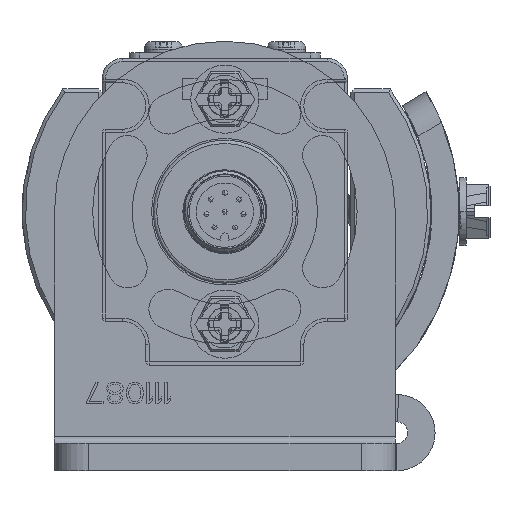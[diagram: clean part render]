
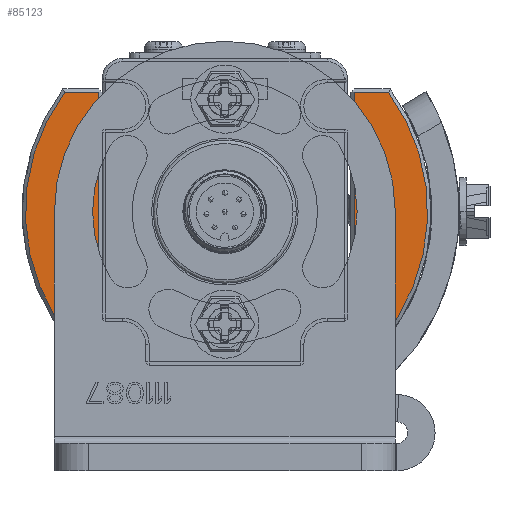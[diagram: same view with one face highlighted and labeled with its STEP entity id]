
A CAD part, front view. The second image highlights one B-rep face of the part: STEP entity #85123.
In plain terms, the highlighted face is planar.
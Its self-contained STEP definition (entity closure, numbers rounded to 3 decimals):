
#84108=DIRECTION('',(1.,0.,0.));
#84109=VECTOR('',#84108,37.);
#84110=CARTESIAN_POINT('',(-19.5,-18.75,-10.));
#84111=LINE('',#84110,#84109);
#84128=DIRECTION('',(0.,-1.,0.));
#84129=VECTOR('',#84128,4.999);
#84130=CARTESIAN_POINT('',(17.5,-18.75,-10.));
#84131=LINE('',#84130,#84129);
#84146=CARTESIAN_POINT('',(0.,0.,-10.));
#84147=DIRECTION('',(0.,0.,-1.));
#84148=DIRECTION('',(0.593,-0.805,0.));
#84149=AXIS2_PLACEMENT_3D('',#84146,#84147,#84148);
#84769=CARTESIAN_POINT('',(-19.5,15.25,-10.));
#84770=DIRECTION('',(0.,0.,1.));
#84771=DIRECTION('',(0.,1.,0.));
#84772=AXIS2_PLACEMENT_3D('',#84769,#84770,#84771);
#84774=DIRECTION('',(-1.,0.,0.));
#84775=VECTOR('',#84774,37.);
#84776=CARTESIAN_POINT('',(17.5,18.75,-10.));
#84777=LINE('',#84776,#84775);
#84790=DIRECTION('',(0.,-1.,0.));
#84791=VECTOR('',#84790,4.999);
#84792=CARTESIAN_POINT('',(17.5,23.749,-10.));
#84793=LINE('',#84792,#84791);
#84807=DIRECTION('',(0.,-1.,0.));
#84808=VECTOR('',#84807,30.5);
#84809=CARTESIAN_POINT('',(-23.,15.25,-10.));
#84810=LINE('',#84809,#84808);
#84828=CARTESIAN_POINT('',(-19.5,-15.25,-10.));
#84829=DIRECTION('',(0.,0.,1.));
#84830=DIRECTION('',(-1.,0.,0.));
#84831=AXIS2_PLACEMENT_3D('',#84828,#84829,#84830);
#84928=CARTESIAN_POINT('',(17.5,-23.749,-10.));
#84929=CARTESIAN_POINT('',(17.5,23.749,-10.));
#84930=VERTEX_POINT('',#84928);
#84931=VERTEX_POINT('',#84929);
#84932=CARTESIAN_POINT('',(17.5,18.75,-10.));
#84933=VERTEX_POINT('',#84932);
#84936=CARTESIAN_POINT('',(17.5,-18.75,-10.));
#84937=VERTEX_POINT('',#84936);
#85084=CARTESIAN_POINT('',(-19.5,18.75,-10.));
#85085=VERTEX_POINT('',#85084);
#85090=CARTESIAN_POINT('',(-23.,15.25,-10.));
#85091=VERTEX_POINT('',#85090);
#85092=CARTESIAN_POINT('',(-23.,-15.25,-10.));
#85093=VERTEX_POINT('',#85092);
#85098=CARTESIAN_POINT('',(-19.5,-18.75,-10.));
#85099=VERTEX_POINT('',#85098);
#85100=CARTESIAN_POINT('',(0.,0.,-10.));
#85101=DIRECTION('',(0.,0.,1.));
#85102=DIRECTION('',(1.,0.,0.));
#85103=AXIS2_PLACEMENT_3D('',#85100,#85101,#85102);
#85104=PLANE('',#85103);
#85106=ORIENTED_EDGE('',*,*,#85105,.F.);
#85108=ORIENTED_EDGE('',*,*,#85107,.F.);
#85110=ORIENTED_EDGE('',*,*,#85109,.F.);
#85112=ORIENTED_EDGE('',*,*,#85111,.F.);
#85114=ORIENTED_EDGE('',*,*,#85113,.F.);
#85116=ORIENTED_EDGE('',*,*,#85115,.F.);
#85118=ORIENTED_EDGE('',*,*,#85117,.F.);
#85120=ORIENTED_EDGE('',*,*,#85119,.F.);
#85121=EDGE_LOOP('',(#85106,#85108,#85110,#85112,#85114,#85116,#85118,#85120));
#85122=FACE_OUTER_BOUND('',#85121,.F.);
#85123=ADVANCED_FACE('',(#85122),#85104,.F.);
#84150=CIRCLE('',#84149,29.5);
#84773=CIRCLE('',#84772,3.5);
#84832=CIRCLE('',#84831,3.5);
#85105=EDGE_CURVE('',#85099,#84937,#84111,.T.);
#85107=EDGE_CURVE('',#85093,#85099,#84832,.T.);
#85109=EDGE_CURVE('',#85091,#85093,#84810,.T.);
#85111=EDGE_CURVE('',#85085,#85091,#84773,.T.);
#85113=EDGE_CURVE('',#84933,#85085,#84777,.T.);
#85115=EDGE_CURVE('',#84931,#84933,#84793,.T.);
#85117=EDGE_CURVE('',#84930,#84931,#84150,.T.);
#85119=EDGE_CURVE('',#84937,#84930,#84131,.T.);
